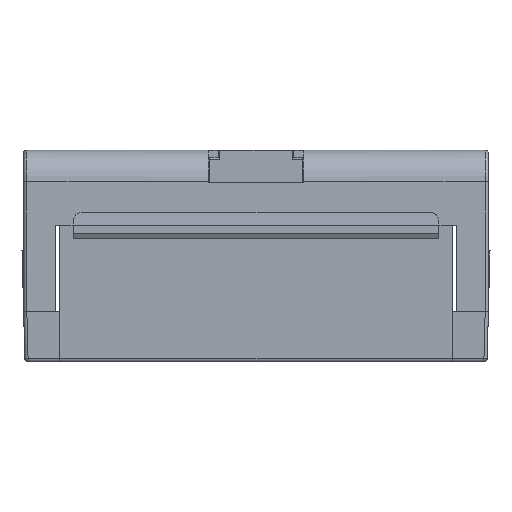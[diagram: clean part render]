
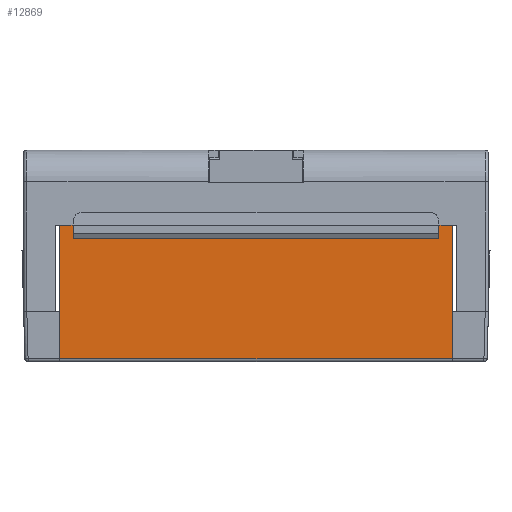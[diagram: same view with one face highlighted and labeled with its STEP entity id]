
A CAD part, left-side view. The second image highlights one B-rep face of the part: STEP entity #12869.
In plain terms, the highlighted face is planar.
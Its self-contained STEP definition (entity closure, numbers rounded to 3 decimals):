
#289 = CARTESIAN_POINT ( 'NONE',  ( -44.799, 20.703, -128.714 ) ) ;
#405 = DIRECTION ( 'NONE',  ( 0.016, 1., 0. ) ) ;
#691 = CARTESIAN_POINT ( 'NONE',  ( -44.799, 20.703, -5.56 ) ) ;
#1011 = VECTOR ( 'NONE', #405, 1000. ) ;
#1243 = VECTOR ( 'NONE', #2051, 1000. ) ;
#1435 = VERTEX_POINT ( 'NONE', #3066 ) ;
#1691 = EDGE_CURVE ( 'NONE', #5226, #13406, #8499, .T. ) ;
#1820 = EDGE_CURVE ( 'NONE', #9175, #1874, #12756, .T. ) ;
#1874 = VERTEX_POINT ( 'NONE', #7604 ) ;
#2051 = DIRECTION ( 'NONE',  ( 0.016, 1., 0. ) ) ;
#2255 = ORIENTED_EDGE ( 'NONE', *, *, #11924, .F. ) ;
#2261 = VECTOR ( 'NONE', #13013, 1000. ) ;
#2485 = DIRECTION ( 'NONE',  ( 1., -0.016, 0. ) ) ;
#2528 = PLANE ( 'NONE',  #11618 ) ;
#2646 = VECTOR ( 'NONE', #13140, 1000. ) ;
#3066 = CARTESIAN_POINT ( 'NONE',  ( -45.13, 0., -66.44 ) ) ;
#3114 = LINE ( 'NONE', #4766, #5882 ) ;
#3148 = LINE ( 'NONE', #10306, #4236 ) ;
#3229 = LINE ( 'NONE', #289, #2646 ) ;
#3287 = EDGE_CURVE ( 'NONE', #5226, #12521, #3148, .T. ) ;
#3289 = VERTEX_POINT ( 'NONE', #3367 ) ;
#3367 = CARTESIAN_POINT ( 'NONE',  ( -44.916, 13.392, -5.56 ) ) ;
#3908 = CARTESIAN_POINT ( 'NONE',  ( -45.13, 0., -5.56 ) ) ;
#3994 = DIRECTION ( 'NONE',  ( 0., 0., 1. ) ) ;
#4149 = CARTESIAN_POINT ( 'NONE',  ( -45.096, 2.141, -7.66 ) ) ;
#4202 = EDGE_CURVE ( 'NONE', #14750, #3289, #3114, .T. ) ;
#4236 = VECTOR ( 'NONE', #12676, 1000. ) ;
#4528 = EDGE_CURVE ( 'NONE', #12521, #14915, #14494, .T. ) ;
#4766 = CARTESIAN_POINT ( 'NONE',  ( -44.799, 20.703, -5.56 ) ) ;
#4817 = DIRECTION ( 'NONE',  ( 0.016, 1., 0. ) ) ;
#4883 = ORIENTED_EDGE ( 'NONE', *, *, #4202, .T. ) ;
#5018 = CARTESIAN_POINT ( 'NONE',  ( -45.13, 0., 56.714 ) ) ;
#5114 = VECTOR ( 'NONE', #9937, 1000. ) ;
#5218 = LINE ( 'NONE', #7028, #10921 ) ;
#5226 = VERTEX_POINT ( 'NONE', #12871 ) ;
#5402 = ORIENTED_EDGE ( 'NONE', *, *, #4528, .T. ) ;
#5792 = CARTESIAN_POINT ( 'NONE',  ( -44.799, 20.703, -64.34 ) ) ;
#5818 = LINE ( 'NONE', #5018, #12256 ) ;
#5882 = VECTOR ( 'NONE', #4817, 1000. ) ;
#5994 = EDGE_CURVE ( 'NONE', #13406, #1435, #5818, .T. ) ;
#6071 = CARTESIAN_POINT ( 'NONE',  ( -44.799, 20.703, -66.44 ) ) ;
#6291 = FACE_OUTER_BOUND ( 'NONE', #15131, .T. ) ;
#6771 = ORIENTED_EDGE ( 'NONE', *, *, #3287, .T. ) ;
#7028 = CARTESIAN_POINT ( 'NONE',  ( -44.799, 20.703, -66.44 ) ) ;
#7062 = CARTESIAN_POINT ( 'NONE',  ( -45.13, 0., -64.34 ) ) ;
#7604 = CARTESIAN_POINT ( 'NONE',  ( -44.799, 20.703, -66.44 ) ) ;
#7685 = ORIENTED_EDGE ( 'NONE', *, *, #1691, .F. ) ;
#7695 = ORIENTED_EDGE ( 'NONE', *, *, #12494, .T. ) ;
#8205 = DIRECTION ( 'NONE',  ( 0.016, 1., 0. ) ) ;
#8499 = LINE ( 'NONE', #5792, #2261 ) ;
#8782 = CARTESIAN_POINT ( 'NONE',  ( -45.13, 0., -128.714 ) ) ;
#9082 = LINE ( 'NONE', #8782, #11848 ) ;
#9175 = VERTEX_POINT ( 'NONE', #9568 ) ;
#9352 = CARTESIAN_POINT ( 'NONE',  ( -44.799, 20.703, -5.56 ) ) ;
#9568 = CARTESIAN_POINT ( 'NONE',  ( -44.916, 13.392, -66.44 ) ) ;
#9937 = DIRECTION ( 'NONE',  ( -0.016, -1., 0. ) ) ;
#10011 = EDGE_CURVE ( 'NONE', #3289, #12236, #12817, .T. ) ;
#10306 = CARTESIAN_POINT ( 'NONE',  ( -45.096, 2.141, -128.714 ) ) ;
#10732 = ORIENTED_EDGE ( 'NONE', *, *, #5994, .F. ) ;
#10849 = EDGE_CURVE ( 'NONE', #1874, #12236, #3229, .T. ) ;
#10916 = ORIENTED_EDGE ( 'NONE', *, *, #10011, .T. ) ;
#10921 = VECTOR ( 'NONE', #8205, 1000. ) ;
#11618 = AXIS2_PLACEMENT_3D ( 'NONE', #11964, #2485, #14254 ) ;
#11848 = VECTOR ( 'NONE', #3994, 1000. ) ;
#11910 = ORIENTED_EDGE ( 'NONE', *, *, #10849, .F. ) ;
#11924 = EDGE_CURVE ( 'NONE', #1435, #9175, #5218, .T. ) ;
#11964 = CARTESIAN_POINT ( 'NONE',  ( -44.799, 20.703, -128.714 ) ) ;
#12223 = CARTESIAN_POINT ( 'NONE',  ( -45.13, 0., -7.66 ) ) ;
#12236 = VERTEX_POINT ( 'NONE', #9352 ) ;
#12256 = VECTOR ( 'NONE', #14319, 1000. ) ;
#12494 = EDGE_CURVE ( 'NONE', #14915, #14750, #9082, .T. ) ;
#12521 = VERTEX_POINT ( 'NONE', #4149 ) ;
#12676 = DIRECTION ( 'NONE',  ( 0., 0., 1. ) ) ;
#12756 = LINE ( 'NONE', #6071, #1011 ) ;
#12817 = LINE ( 'NONE', #691, #1243 ) ;
#12869 = ADVANCED_FACE ( 'NONE', ( #6291 ), #2528, .F. ) ;
#12871 = CARTESIAN_POINT ( 'NONE',  ( -45.096, 2.141, -64.34 ) ) ;
#13013 = DIRECTION ( 'NONE',  ( -0.016, -1., 0. ) ) ;
#13140 = DIRECTION ( 'NONE',  ( 0., 0., 1. ) ) ;
#13406 = VERTEX_POINT ( 'NONE', #7062 ) ;
#14254 = DIRECTION ( 'NONE',  ( 0.016, 1., 0. ) ) ;
#14319 = DIRECTION ( 'NONE',  ( 0., 0., -1. ) ) ;
#14494 = LINE ( 'NONE', #14632, #5114 ) ;
#14632 = CARTESIAN_POINT ( 'NONE',  ( -44.799, 20.703, -7.66 ) ) ;
#14664 = ORIENTED_EDGE ( 'NONE', *, *, #1820, .F. ) ;
#14750 = VERTEX_POINT ( 'NONE', #3908 ) ;
#14915 = VERTEX_POINT ( 'NONE', #12223 ) ;
#15131 = EDGE_LOOP ( 'NONE', ( #6771, #5402, #7695, #4883, #10916, #11910, #14664, #2255, #10732, #7685 ) ) ;
